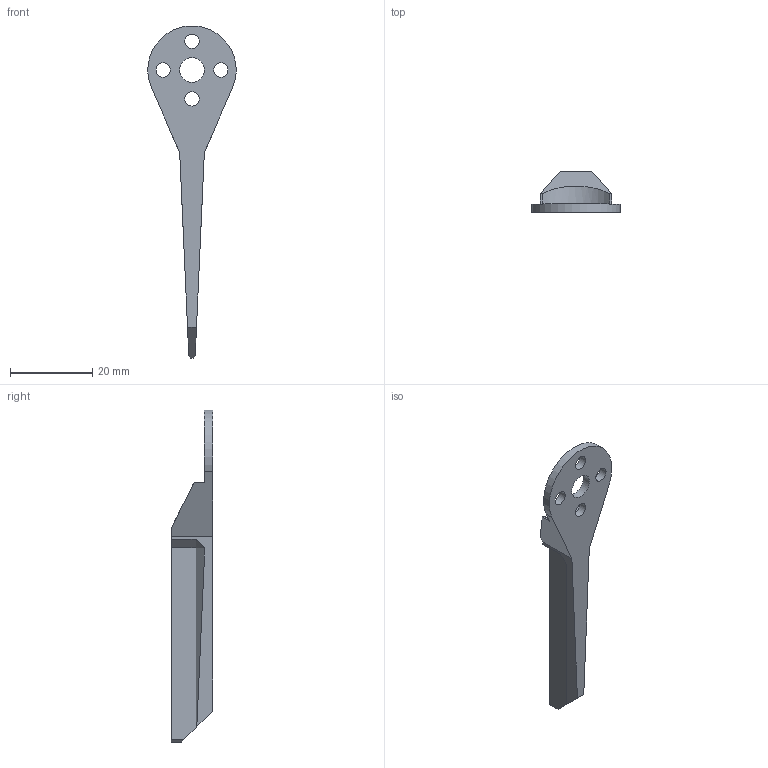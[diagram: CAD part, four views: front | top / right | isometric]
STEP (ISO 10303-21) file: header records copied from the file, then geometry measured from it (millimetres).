
FILE_DESCRIPTION(/* description */ (''),/* implementation_level */ '2;1');
FILE_NAME(/* name */ 'MetalHornCalibrationNeedle.step',/* time_stamp */ '2023-02-27T21:24:25-06:00',/* author */ (''),/* organization */ (''),/* preprocessor_version */ 'ST-DEVELOPER v19.2',/* originating_system */ 'Autodesk Translation Framework v11.17.0.187',/* authorisation */ '');
FILE_SCHEMA (('AUTOMOTIVE_DESIGN { 1 0 10303 214 3 1 1 }'));
Length unit declared in the file: millimetre
Products named in the file (1): MetalHornCalibrationNeedle
Bounding box: 21.45 x 10 x 80.71 mm (x, y, z)
Volume: 2581.6 mm3; surface area: 2614.9 mm2
Topology: 1 solids, 1 shells, 35 faces, 93 edges, 60 vertices
Faces by surface type: plane 28, cylinder 7
Full cylindrical faces by diameter (mm): 3.5 x4, 6 x1
Entity records: 1126 total; most frequent: CARTESIAN_POINT 189, ORIENTED_EDGE 186, DIRECTION 179, EDGE_CURVE 93, LINE 79, VECTOR 79, VERTEX_POINT 60, AXIS2_PLACEMENT_3D 50
